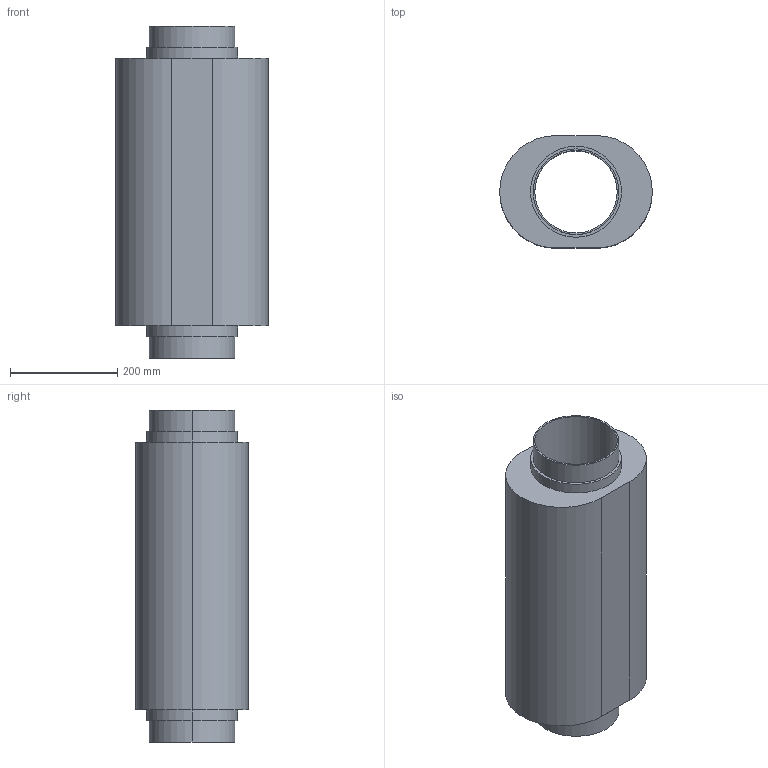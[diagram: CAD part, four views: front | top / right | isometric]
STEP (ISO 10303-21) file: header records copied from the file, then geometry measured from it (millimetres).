
FILE_DESCRIPTION (( 'STEP AP214' ), '1' );
FILE_NAME ('RSOF 16-50.STEP', '2018-05-14T11:46:15', ( 'CADnetwork' ), ( '' ), 'SwSTEP 2.0', 'SolidWorks 2014', '' );
FILE_SCHEMA (( 'AUTOMOTIVE_DESIGN' ));
Length unit declared in the file: millimetre
Products named in the file (1): RSOF 16-50
Bounding box: 285 x 210 x 620 mm (x, y, z)
Volume: 16161013.5 mm3; surface area: 829920.8 mm2
Topology: 1 solids, 1 shells, 21 faces, 45 edges, 30 vertices
Faces by surface type: cylinder 13, plane 8
Entity records: 623 total; most frequent: DIRECTION 115, CARTESIAN_POINT 97, ORIENTED_EDGE 90, AXIS2_PLACEMENT_3D 48, EDGE_CURVE 45, VERTEX_POINT 30, EDGE_LOOP 27, CIRCLE 26
